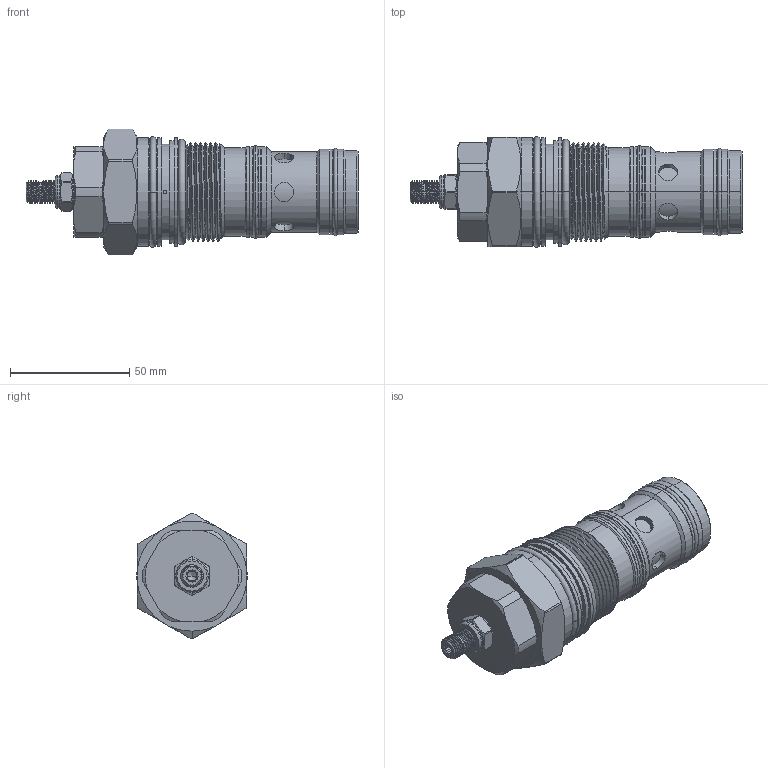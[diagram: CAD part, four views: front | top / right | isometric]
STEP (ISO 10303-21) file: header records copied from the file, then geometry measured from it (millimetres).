
FILE_DESCRIPTION (( 'STEP AP203' ), '1' );
FILE_NAME ('CW20WS4N-L.STEP', '2016-05-18T07:35:30', ( '' ), ( '' ), 'SwSTEP 2.0', 'SolidWorks 2012', '' );
FILE_SCHEMA (( 'CONFIG_CONTROL_DESIGN' ));
Length unit declared in the file: millimetre
Products named in the file (1): CW20WS4N-L
Bounding box: 139.05 x 46.34 x 52.7 mm (x, y, z)
Volume: 145394.1 mm3; surface area: 28409.1 mm2
Topology: 4 solids, 4 shells, 321 faces, 775 edges, 492 vertices
Faces by surface type: cylinder 165, plane 69, cone 50, torus 28, bspline 9
Entity records: 19303 total; most frequent: CARTESIAN_POINT 11958, ORIENTED_EDGE 1546, DIRECTION 1511, EDGE_CURVE 773, AXIS2_PLACEMENT_3D 626, VERTEX_POINT 492, EDGE_LOOP 359, ADVANCED_FACE 321
